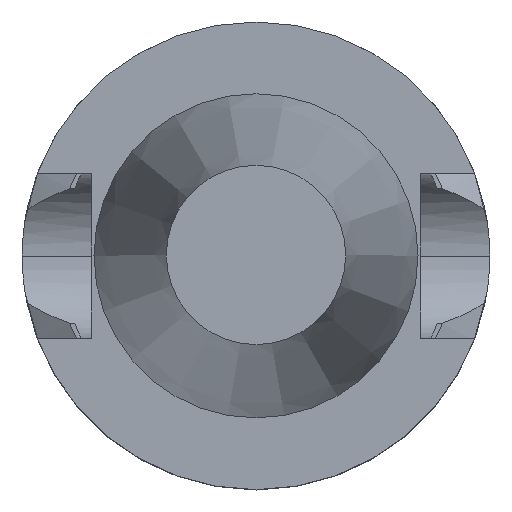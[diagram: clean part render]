
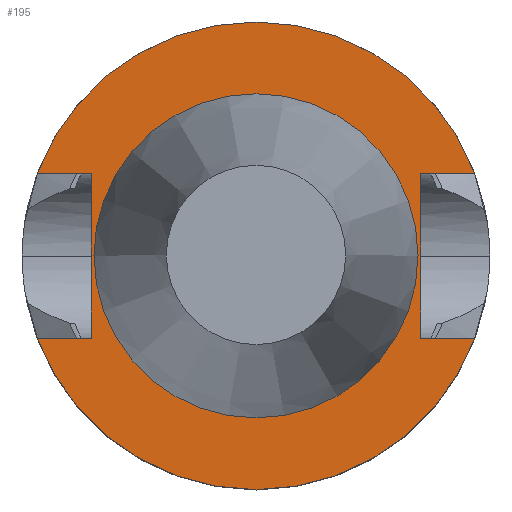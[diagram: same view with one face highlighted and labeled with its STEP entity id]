
A CAD part, top view. The second image highlights one B-rep face of the part: STEP entity #195.
In plain terms, the highlighted planar face has unit normal (0, 0, 1).
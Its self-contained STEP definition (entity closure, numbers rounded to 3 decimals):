
#74=LINE('',#1294,#110);
#75=LINE('',#1297,#111);
#76=LINE('',#1299,#112);
#77=LINE('',#1300,#113);
#78=LINE('',#1302,#114);
#79=LINE('',#1304,#115);
#80=LINE('',#1306,#116);
#81=LINE('',#1308,#117);
#82=LINE('',#1309,#118);
#83=LINE('',#1311,#119);
#110=VECTOR('',#1040,1.);
#111=VECTOR('',#1041,1.);
#112=VECTOR('',#1042,1.);
#113=VECTOR('',#1043,1.);
#114=VECTOR('',#1044,1.);
#115=VECTOR('',#1045,1.);
#116=VECTOR('',#1046,1.);
#117=VECTOR('',#1047,1.);
#118=VECTOR('',#1048,1.);
#119=VECTOR('',#1049,1.);
#144=PLANE('',#909);
#195=ADVANCED_FACE('CU_FL_SU_5',(#269,#270),#144,.F.);
#269=FACE_BOUND('',#332,.T.);
#270=FACE_BOUND('',#333,.T.);
#332=EDGE_LOOP('',(#424,#425,#426,#427,#428,#429,#430,#431,#432,#433,#434,
#435));
#333=EDGE_LOOP('',(#436));
#424=ORIENTED_EDGE('',*,*,#718,.F.);
#425=ORIENTED_EDGE('',*,*,#719,.F.);
#426=ORIENTED_EDGE('',*,*,#720,.T.);
#427=ORIENTED_EDGE('',*,*,#714,.F.);
#428=ORIENTED_EDGE('',*,*,#721,.F.);
#429=ORIENTED_EDGE('',*,*,#722,.T.);
#430=ORIENTED_EDGE('',*,*,#723,.T.);
#431=ORIENTED_EDGE('',*,*,#724,.T.);
#432=ORIENTED_EDGE('',*,*,#725,.T.);
#433=ORIENTED_EDGE('',*,*,#713,.T.);
#434=ORIENTED_EDGE('',*,*,#726,.F.);
#435=ORIENTED_EDGE('',*,*,#727,.F.);
#436=ORIENTED_EDGE('',*,*,#728,.T.);
#628=VERTEX_POINT('',#1277);
#631=VERTEX_POINT('',#1282);
#632=VERTEX_POINT('',#1286);
#633=VERTEX_POINT('',#1287);
#636=VERTEX_POINT('',#1295);
#637=VERTEX_POINT('',#1296);
#638=VERTEX_POINT('',#1298);
#639=VERTEX_POINT('',#1301);
#640=VERTEX_POINT('',#1303);
#641=VERTEX_POINT('',#1305);
#642=VERTEX_POINT('',#1307);
#643=VERTEX_POINT('',#1310);
#644=VERTEX_POINT('',#1313);
#713=EDGE_CURVE('',#628,#631,#817,.T.);
#714=EDGE_CURVE('',#632,#633,#818,.T.);
#718=EDGE_CURVE('',#636,#637,#74,.T.);
#719=EDGE_CURVE('',#638,#636,#75,.T.);
#720=EDGE_CURVE('',#638,#633,#76,.T.);
#721=EDGE_CURVE('',#639,#632,#77,.T.);
#722=EDGE_CURVE('',#639,#640,#78,.T.);
#723=EDGE_CURVE('',#640,#641,#79,.T.);
#724=EDGE_CURVE('',#641,#642,#80,.T.);
#725=EDGE_CURVE('',#642,#628,#81,.T.);
#726=EDGE_CURVE('',#643,#631,#82,.T.);
#727=EDGE_CURVE('',#637,#643,#83,.T.);
#728=EDGE_CURVE('',#644,#644,#820,.T.);
#817=CIRCLE('',#903,22.99);
#818=CIRCLE('',#905,22.99);
#820=CIRCLE('',#908,15.65);
#903=AXIS2_PLACEMENT_3D('',#1283,#1028,#1029);
#905=AXIS2_PLACEMENT_3D('',#1285,#1032,#1033);
#908=AXIS2_PLACEMENT_3D('',#1312,#1050,#1051);
#909=AXIS2_PLACEMENT_3D('',#1314,#1052,#1053);
#1028=DIRECTION('',(0.,0.,1.));
#1029=DIRECTION('',(-1.,0.,0.));
#1032=DIRECTION('',(0.,0.,-1.));
#1033=DIRECTION('',(-1.,0.,0.));
#1040=DIRECTION('',(0.,1.,0.));
#1041=DIRECTION('',(0.,1.,0.));
#1042=DIRECTION('',(-1.,0.,0.));
#1043=DIRECTION('',(1.,0.,0.));
#1044=DIRECTION('',(0.,1.,0.));
#1045=DIRECTION('',(0.,1.,0.));
#1046=DIRECTION('',(0.,1.,0.));
#1047=DIRECTION('',(1.,0.,0.));
#1048=DIRECTION('',(-1.,0.,0.));
#1049=DIRECTION('',(0.,1.,0.));
#1050=DIRECTION('',(0.,0.,-1.));
#1051=DIRECTION('',(-1.,0.,0.));
#1052=DIRECTION('',(0.,0.,-1.));
#1053=DIRECTION('',(-1.,0.,0.));
#1277=CARTESIAN_POINT('',(21.518,8.095,-1.));
#1282=CARTESIAN_POINT('',(-21.518,8.095,-1.));
#1283=CARTESIAN_POINT('',(0.,0.,-1.));
#1285=CARTESIAN_POINT('',(0.,0.,-1.));
#1286=CARTESIAN_POINT('',(21.518,-8.095,-1.));
#1287=CARTESIAN_POINT('',(-21.518,-8.095,-1.));
#1294=CARTESIAN_POINT('',(-16.2,15.65,-1.));
#1295=CARTESIAN_POINT('',(-16.2,-1.274,-1.));
#1296=CARTESIAN_POINT('',(-16.2,1.274,-1.));
#1297=CARTESIAN_POINT('',(-16.2,15.65,-1.));
#1298=CARTESIAN_POINT('',(-16.2,-8.095,-1.));
#1299=CARTESIAN_POINT('',(-32.99,-8.095,-1.));
#1300=CARTESIAN_POINT('',(0.,-8.095,-1.));
#1301=CARTESIAN_POINT('',(16.2,-8.095,-1.));
#1302=CARTESIAN_POINT('',(16.2,15.65,-1.));
#1303=CARTESIAN_POINT('',(16.2,-1.274,-1.));
#1304=CARTESIAN_POINT('',(16.2,15.65,-1.));
#1305=CARTESIAN_POINT('',(16.2,1.274,-1.));
#1306=CARTESIAN_POINT('',(16.2,15.65,-1.));
#1307=CARTESIAN_POINT('',(16.2,8.095,-1.));
#1308=CARTESIAN_POINT('',(32.99,8.095,-1.));
#1309=CARTESIAN_POINT('',(0.,8.095,-1.));
#1310=CARTESIAN_POINT('',(-16.2,8.095,-1.));
#1311=CARTESIAN_POINT('',(-16.2,15.65,-1.));
#1312=CARTESIAN_POINT('',(0.,0.,-1.));
#1313=CARTESIAN_POINT('',(-15.65,0.,-1.));
#1314=CARTESIAN_POINT('',(0.,15.65,-1.));
